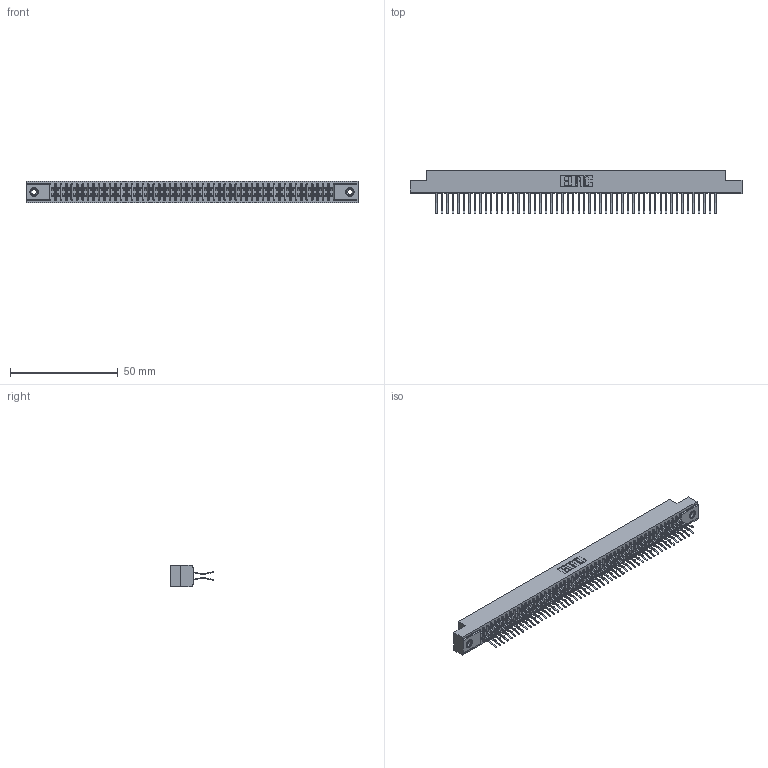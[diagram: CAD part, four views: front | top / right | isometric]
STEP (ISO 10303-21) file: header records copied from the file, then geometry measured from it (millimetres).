
FILE_DESCRIPTION (( 'STEP AP203' ), '1' );
FILE_NAME ('391-104-560-208.STEP', '2018-08-09T20:36:11', ( '' ), ( '' ), 'SwSTEP 2.0', 'SolidWorks 2016', '' );
FILE_SCHEMA (( 'CONFIG_CONTROL_DESIGN' ));
Length unit declared in the file: inch
Products named in the file (4): 341-292-001_341-292-160; 345-250-001_345-250-003-102; 391-104-560-208; 341 Part_.156 (3.96) Dia Mounting Holes
Assembly tree (107 placements, depth 2):
  391-104-560-208
    341 Part_.156 (3.96) Dia Mounting Holes
    341-292-001_341-292-160  x104
    345-250-001_345-250-003-102  x2
Bounding box: 154.31 x 20.37 x 10.16 mm (x, y, z)
Volume: 11500.2 mm3; surface area: 21518.5 mm2
Topology: 107 solids, 107 shells, 7456 faces, 21616 edges, 14018 vertices
Faces by surface type: plane 4260, cylinder 2972, sphere 106, torus 106, cone 12
Entity records: 62924 total; most frequent: CARTESIAN_POINT 10443, ORIENTED_EDGE 10372, DIRECTION 10142, EDGE_CURVE 5186, LINE 4192, VECTOR 4192, VERTEX_POINT 3276, AXIS2_PLACEMENT_3D 2975
